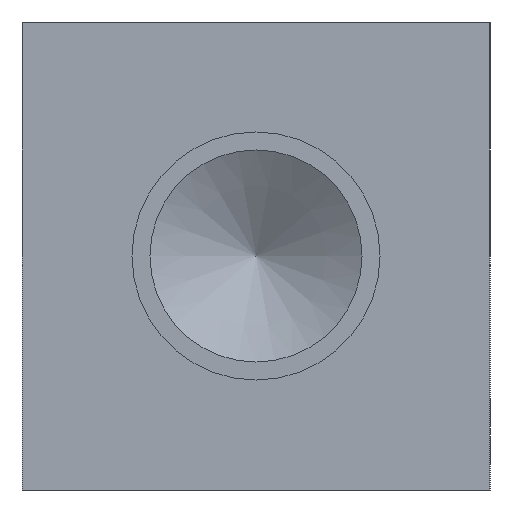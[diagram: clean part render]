
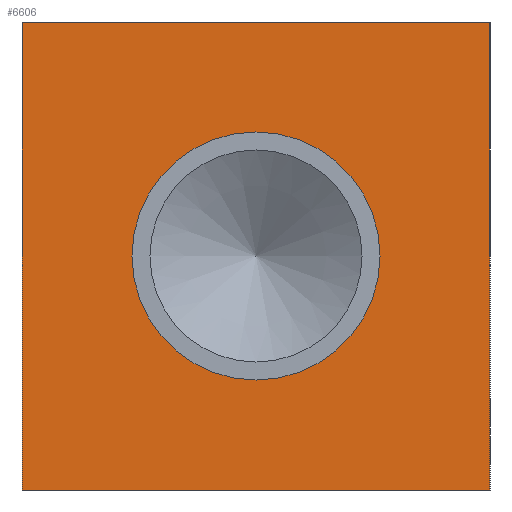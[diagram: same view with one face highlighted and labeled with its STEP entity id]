
A CAD part, left-side view. The second image highlights one B-rep face of the part: STEP entity #6606.
In plain terms, the highlighted planar face has unit normal (-1, 0, 0).
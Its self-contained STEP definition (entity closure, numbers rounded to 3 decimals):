
#80=CIRCLE('',#6894,13.462);
#81=CIRCLE('',#6895,13.462);
#120=FACE_BOUND('',#1040,.T.);
#331=PLANE('',#6897);
#666=FACE_OUTER_BOUND('',#1039,.T.);
#1039=EDGE_LOOP('',(#5841,#5842,#5843,#5844));
#1040=EDGE_LOOP('',(#5845,#5846));
#1292=LINE('',#10261,#1937);
#1690=LINE('',#11314,#2335);
#1691=LINE('',#11315,#2336);
#1692=LINE('',#11316,#2337);
#1937=VECTOR('',#7258,10.);
#2335=VECTOR('',#8086,10.);
#2336=VECTOR('',#8087,10.);
#2337=VECTOR('',#8088,10.);
#2843=VERTEX_POINT('',#10254);
#2846=VERTEX_POINT('',#10259);
#3155=VERTEX_POINT('',#11304);
#3156=VERTEX_POINT('',#11305);
#3157=VERTEX_POINT('',#11312);
#3158=VERTEX_POINT('',#11313);
#3596=EDGE_CURVE('',#2846,#2843,#1292,.T.);
#4054=EDGE_CURVE('',#3155,#3156,#80,.T.);
#4055=EDGE_CURVE('',#3156,#3155,#81,.T.);
#4058=EDGE_CURVE('',#3157,#3158,#1690,.T.);
#4059=EDGE_CURVE('',#3158,#2843,#1691,.T.);
#4060=EDGE_CURVE('',#3157,#2846,#1692,.T.);
#5841=ORIENTED_EDGE('',*,*,#4058,.T.);
#5842=ORIENTED_EDGE('',*,*,#4059,.T.);
#5843=ORIENTED_EDGE('',*,*,#3596,.F.);
#5844=ORIENTED_EDGE('',*,*,#4060,.F.);
#5845=ORIENTED_EDGE('',*,*,#4054,.T.);
#5846=ORIENTED_EDGE('',*,*,#4055,.T.);
#6606=ADVANCED_FACE('',(#666,#120),#331,.T.);
#6894=AXIS2_PLACEMENT_3D('',#11306,#8076,#8077);
#6895=AXIS2_PLACEMENT_3D('',#11307,#8078,#8079);
#6897=AXIS2_PLACEMENT_3D('',#11311,#8084,#8085);
#7258=DIRECTION('',(0.,-1.,0.));
#8076=DIRECTION('center_axis',(1.,0.,0.));
#8077=DIRECTION('ref_axis',(0.,1.,0.));
#8078=DIRECTION('center_axis',(1.,0.,0.));
#8079=DIRECTION('ref_axis',(0.,1.,0.));
#8084=DIRECTION('center_axis',(-1.,0.,0.));
#8085=DIRECTION('ref_axis',(0.,-1.,0.));
#8086=DIRECTION('',(0.,-1.,0.));
#8087=DIRECTION('',(0.,0.,1.));
#8088=DIRECTION('',(0.,0.,1.));
#10254=CARTESIAN_POINT('',(0.,0.,50.8));
#10259=CARTESIAN_POINT('',(0.,50.8,50.8));
#10261=CARTESIAN_POINT('',(0.,50.8,50.8));
#11304=CARTESIAN_POINT('',(0.,38.862,25.4));
#11305=CARTESIAN_POINT('',(0.,11.938,25.4));
#11306=CARTESIAN_POINT('Origin',(0.,25.4,25.4));
#11307=CARTESIAN_POINT('Origin',(0.,25.4,25.4));
#11311=CARTESIAN_POINT('Origin',(0.,50.8,0.));
#11312=CARTESIAN_POINT('',(0.,50.8,0.));
#11313=CARTESIAN_POINT('',(0.,0.,0.));
#11314=CARTESIAN_POINT('',(0.,50.8,0.));
#11315=CARTESIAN_POINT('',(0.,0.,0.));
#11316=CARTESIAN_POINT('',(0.,50.8,0.));
